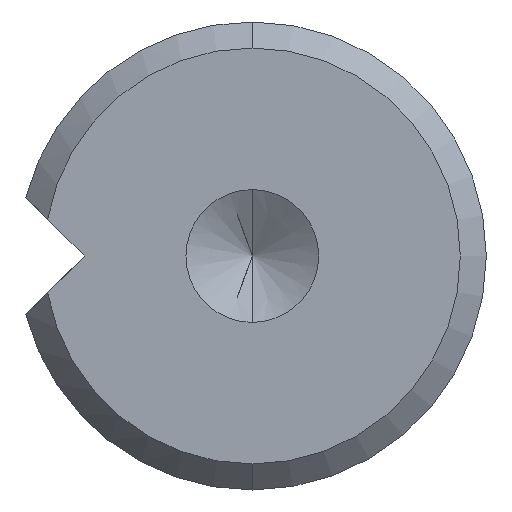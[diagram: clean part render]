
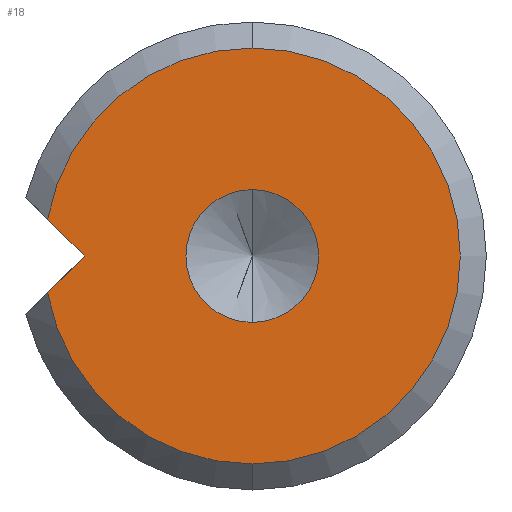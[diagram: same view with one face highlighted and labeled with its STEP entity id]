
A CAD part, front view. The second image highlights one B-rep face of the part: STEP entity #18.
In plain terms, the highlighted planar face has unit normal (0, -1, 0).
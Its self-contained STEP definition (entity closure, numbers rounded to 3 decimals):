
#5 = EDGE_CURVE ( 'NONE', #245, #582, #525, .T. ) ;
#18 = ADVANCED_FACE ( 'NONE', ( #609, #48 ), #31, .F. ) ;
#20 = DIRECTION ( 'NONE',  ( -0.707, 0., -0.707 ) ) ;
#24 = CARTESIAN_POINT ( 'NONE',  ( 0., 0., -2.553 ) ) ;
#31 = PLANE ( 'NONE',  #363 ) ;
#48 = FACE_OUTER_BOUND ( 'NONE', #211, .T. ) ;
#49 = CARTESIAN_POINT ( 'NONE',  ( 0., 0., 0. ) ) ;
#64 = DIRECTION ( 'NONE',  ( 0., 0., 1. ) ) ;
#82 = AXIS2_PLACEMENT_3D ( 'NONE', #49, #531, #528 ) ;
#125 = CARTESIAN_POINT ( 'NONE',  ( 0., 0., 0. ) ) ;
#127 = DIRECTION ( 'NONE',  ( 0., 1., 0. ) ) ;
#128 = CIRCLE ( 'NONE', #349, 8. ) ;
#129 = CARTESIAN_POINT ( 'NONE',  ( -7.875, 0., -1.41 ) ) ;
#134 = ORIENTED_EDGE ( 'NONE', *, *, #279, .T. ) ;
#145 = CARTESIAN_POINT ( 'NONE',  ( 0., 0., 2.553 ) ) ;
#146 = VERTEX_POINT ( 'NONE', #145 ) ;
#147 = AXIS2_PLACEMENT_3D ( 'NONE', #385, #552, #270 ) ;
#152 = CIRCLE ( 'NONE', #147, 8. ) ;
#170 = CARTESIAN_POINT ( 'NONE',  ( 0., 0., 0. ) ) ;
#176 = CARTESIAN_POINT ( 'NONE',  ( 0., 0., -8. ) ) ;
#189 = AXIS2_PLACEMENT_3D ( 'NONE', #285, #624, #523 ) ;
#211 = EDGE_LOOP ( 'NONE', ( #507, #134, #510, #230, #243 ) ) ;
#225 = CARTESIAN_POINT ( 'NONE',  ( 0., 0., 0. ) ) ;
#230 = ORIENTED_EDGE ( 'NONE', *, *, #5, .T. ) ;
#237 = EDGE_LOOP ( 'NONE', ( #329, #547 ) ) ;
#243 = ORIENTED_EDGE ( 'NONE', *, *, #353, .T. ) ;
#245 = VERTEX_POINT ( 'NONE', #522 ) ;
#252 = CARTESIAN_POINT ( 'NONE',  ( -6.464, 0., 0. ) ) ;
#270 = DIRECTION ( 'NONE',  ( 0., 0., 1. ) ) ;
#271 = DIRECTION ( 'NONE',  ( 0., 0., 1. ) ) ;
#279 = EDGE_CURVE ( 'NONE', #472, #622, #623, .T. ) ;
#285 = CARTESIAN_POINT ( 'NONE',  ( 0., 0., 0. ) ) ;
#308 = CARTESIAN_POINT ( 'NONE',  ( -3.232, 0., 3.232 ) ) ;
#314 = LINE ( 'NONE', #308, #535 ) ;
#315 = DIRECTION ( 'NONE',  ( 0., -1., 0. ) ) ;
#329 = ORIENTED_EDGE ( 'NONE', *, *, #526, .F. ) ;
#349 = AXIS2_PLACEMENT_3D ( 'NONE', #125, #608, #271 ) ;
#353 = EDGE_CURVE ( 'NONE', #582, #479, #314, .T. ) ;
#363 = AXIS2_PLACEMENT_3D ( 'NONE', #170, #127, #64 ) ;
#385 = CARTESIAN_POINT ( 'NONE',  ( 0., 0., 0. ) ) ;
#392 = CIRCLE ( 'NONE', #82, 2.553 ) ;
#398 = CIRCLE ( 'NONE', #575, 2.553 ) ;
#416 = EDGE_CURVE ( 'NONE', #622, #245, #128, .T. ) ;
#422 = VERTEX_POINT ( 'NONE', #24 ) ;
#428 = VECTOR ( 'NONE', #457, 1000. ) ;
#445 = EDGE_CURVE ( 'NONE', #146, #422, #398, .T. ) ;
#451 = DIRECTION ( 'NONE',  ( 0., 0., -1. ) ) ;
#457 = DIRECTION ( 'NONE',  ( 0.707, 0., -0.707 ) ) ;
#472 = VERTEX_POINT ( 'NONE', #176 ) ;
#479 = VERTEX_POINT ( 'NONE', #129 ) ;
#507 = ORIENTED_EDGE ( 'NONE', *, *, #602, .T. ) ;
#510 = ORIENTED_EDGE ( 'NONE', *, *, #416, .T. ) ;
#522 = CARTESIAN_POINT ( 'NONE',  ( -7.875, 0., 1.41 ) ) ;
#523 = DIRECTION ( 'NONE',  ( 0., 0., 1. ) ) ;
#525 = LINE ( 'NONE', #600, #428 ) ;
#526 = EDGE_CURVE ( 'NONE', #422, #146, #392, .T. ) ;
#528 = DIRECTION ( 'NONE',  ( 0., 0., -1. ) ) ;
#531 = DIRECTION ( 'NONE',  ( 0., -1., 0. ) ) ;
#535 = VECTOR ( 'NONE', #20, 1000. ) ;
#547 = ORIENTED_EDGE ( 'NONE', *, *, #445, .F. ) ;
#552 = DIRECTION ( 'NONE',  ( 0., -1., 0. ) ) ;
#575 = AXIS2_PLACEMENT_3D ( 'NONE', #225, #315, #451 ) ;
#582 = VERTEX_POINT ( 'NONE', #252 ) ;
#600 = CARTESIAN_POINT ( 'NONE',  ( -3.232, 0., -3.232 ) ) ;
#602 = EDGE_CURVE ( 'NONE', #479, #472, #152, .T. ) ;
#608 = DIRECTION ( 'NONE',  ( 0., -1., 0. ) ) ;
#609 = FACE_BOUND ( 'NONE', #237, .T. ) ;
#610 = CARTESIAN_POINT ( 'NONE',  ( 0., 0., 8. ) ) ;
#622 = VERTEX_POINT ( 'NONE', #610 ) ;
#623 = CIRCLE ( 'NONE', #189, 8. ) ;
#624 = DIRECTION ( 'NONE',  ( 0., -1., 0. ) ) ;
